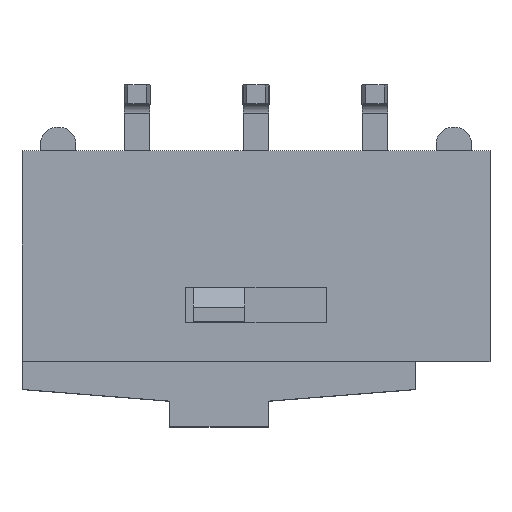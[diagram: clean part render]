
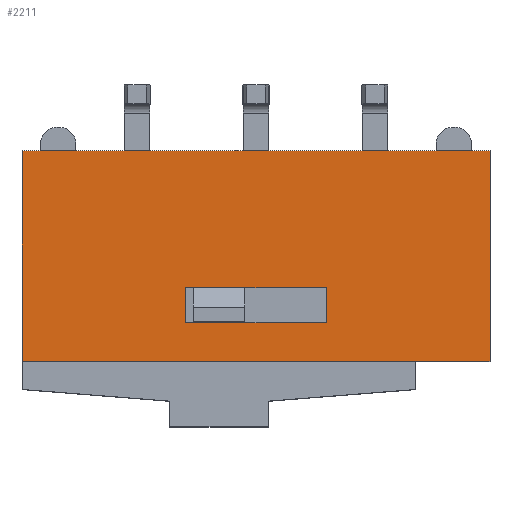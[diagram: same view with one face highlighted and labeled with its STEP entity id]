
A CAD part, top view. The second image highlights one B-rep face of the part: STEP entity #2211.
In plain terms, the highlighted planar face has unit normal (0, 0, 1).
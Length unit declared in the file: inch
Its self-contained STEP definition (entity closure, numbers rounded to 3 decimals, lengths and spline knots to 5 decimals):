
#21=FACE_BOUND('',#298,.T.);
#174=FACE_OUTER_BOUND('',#297,.T.);
#297=EDGE_LOOP('',(#1937,#1938,#1939,#1940,#1941,#1942));
#298=EDGE_LOOP('',(#1943,#1944,#1945,#1946));
#494=LINE('',#3341,#777);
#508=LINE('',#3368,#791);
#509=LINE('',#3373,#792);
#545=LINE('',#3450,#828);
#549=LINE('',#3458,#832);
#555=LINE('',#3469,#838);
#556=LINE('',#3471,#839);
#585=LINE('',#3548,#868);
#586=LINE('',#3550,#869);
#587=LINE('',#3551,#870);
#777=VECTOR('',#2727,0.3937);
#791=VECTOR('',#2753,0.3937);
#792=VECTOR('',#2758,0.3937);
#828=VECTOR('',#2824,0.3937);
#832=VECTOR('',#2832,0.3937);
#838=VECTOR('',#2844,0.3937);
#839=VECTOR('',#2847,0.3937);
#868=VECTOR('',#2922,0.3937);
#869=VECTOR('',#2923,0.3937);
#870=VECTOR('',#2924,0.3937);
#1009=VERTEX_POINT('',#3338);
#1010=VERTEX_POINT('',#3340);
#1017=VERTEX_POINT('',#3366);
#1019=VERTEX_POINT('',#3372);
#1044=VERTEX_POINT('',#3447);
#1045=VERTEX_POINT('',#3449);
#1047=VERTEX_POINT('',#3457);
#1049=VERTEX_POINT('',#3467);
#1074=VERTEX_POINT('',#3547);
#1075=VERTEX_POINT('',#3549);
#1274=EDGE_CURVE('',#1010,#1009,#494,.T.);
#1288=EDGE_CURVE('',#1009,#1017,#508,.T.);
#1290=EDGE_CURVE('',#1019,#1010,#509,.T.);
#1327=EDGE_CURVE('',#1045,#1044,#545,.T.);
#1331=EDGE_CURVE('',#1047,#1045,#549,.T.);
#1337=EDGE_CURVE('',#1044,#1049,#555,.T.);
#1338=EDGE_CURVE('',#1049,#1047,#556,.T.);
#1375=EDGE_CURVE('',#1074,#1019,#585,.T.);
#1376=EDGE_CURVE('',#1017,#1075,#586,.T.);
#1377=EDGE_CURVE('',#1075,#1074,#587,.T.);
#1937=ORIENTED_EDGE('',*,*,#1375,.T.);
#1938=ORIENTED_EDGE('',*,*,#1290,.T.);
#1939=ORIENTED_EDGE('',*,*,#1274,.T.);
#1940=ORIENTED_EDGE('',*,*,#1288,.T.);
#1941=ORIENTED_EDGE('',*,*,#1376,.T.);
#1942=ORIENTED_EDGE('',*,*,#1377,.T.);
#1943=ORIENTED_EDGE('',*,*,#1331,.T.);
#1944=ORIENTED_EDGE('',*,*,#1327,.T.);
#1945=ORIENTED_EDGE('',*,*,#1337,.T.);
#1946=ORIENTED_EDGE('',*,*,#1338,.T.);
#2094=PLANE('',#2370);
#2211=ADVANCED_FACE('',(#174,#21),#2094,.T.);
#2370=AXIS2_PLACEMENT_3D('',#3546,#2920,#2921);
#2727=DIRECTION('',(1.,0.,0.));
#2753=DIRECTION('',(1.,0.,0.));
#2758=DIRECTION('',(1.,0.,0.));
#2824=DIRECTION('',(-1.,0.,0.));
#2832=DIRECTION('',(0.,-1.,0.));
#2844=DIRECTION('',(0.,1.,0.));
#2847=DIRECTION('',(1.,0.,0.));
#2920=DIRECTION('center_axis',(0.,0.,
1.));
#2921=DIRECTION('ref_axis',(-1.,0.,0.));
#2922=DIRECTION('',(0.,-1.,0.));
#2923=DIRECTION('',(0.,1.,0.));
#2924=DIRECTION('',(-1.,0.,0.));
#3338=CARTESIAN_POINT('',(0.13425,-0.08858,0.04921));
#3340=CARTESIAN_POINT('',(-0.19646,-0.08858,0.04921));
#3341=CARTESIAN_POINT('',(0.19685,-0.08858,0.04921));
#3366=CARTESIAN_POINT('',(0.19685,-0.08858,0.04921));
#3368=CARTESIAN_POINT('',(0.19685,-0.08858,0.04921));
#3372=CARTESIAN_POINT('',(-0.19685,-0.08858,0.04921));
#3373=CARTESIAN_POINT('',(0.19685,-0.08858,0.04921));
#3447=CARTESIAN_POINT('',(-0.05906,-0.0563,0.04921));
#3449=CARTESIAN_POINT('',(0.05906,-0.0563,0.04921));
#3450=CARTESIAN_POINT('',(-0.02953,-0.0563,0.04921));
#3457=CARTESIAN_POINT('',(0.05906,-0.02677,0.04921));
#3458=CARTESIAN_POINT('',(0.05906,-0.02815,0.04921));
#3467=CARTESIAN_POINT('',(-0.05906,-0.02677,0.04921));
#3469=CARTESIAN_POINT('',(-0.05906,-0.01339,0.04921));
#3471=CARTESIAN_POINT('',(0.02953,-0.02677,0.04921));
#3546=CARTESIAN_POINT('Origin',(0.,0.,
0.04921));
#3547=CARTESIAN_POINT('',(-0.19685,0.08858,0.04921));
#3548=CARTESIAN_POINT('',(-0.19685,-0.08858,0.04921));
#3549=CARTESIAN_POINT('',(0.19685,0.08858,0.04921));
#3550=CARTESIAN_POINT('',(0.19685,0.08858,0.04921));
#3551=CARTESIAN_POINT('',(-0.19685,0.08858,0.04921));
